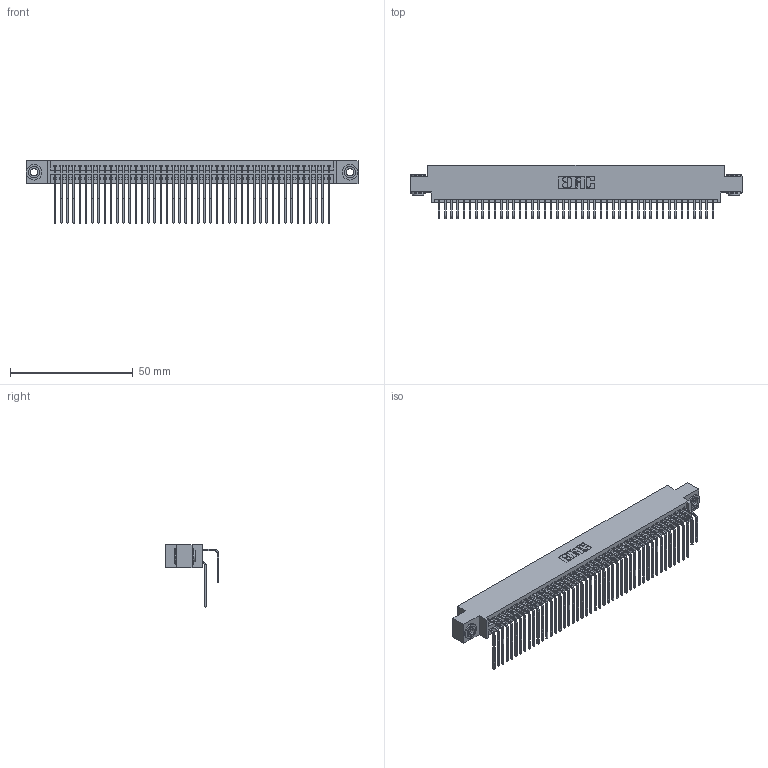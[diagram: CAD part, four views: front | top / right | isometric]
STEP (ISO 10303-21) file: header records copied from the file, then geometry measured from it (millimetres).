
FILE_DESCRIPTION (( 'STEP AP203' ), '1' );
FILE_NAME ('395-090-558-803.STEP', '2019-10-25T17:51:25', ( '' ), ( '' ), 'SwSTEP 2.0', 'SolidWorks 2016', '' );
FILE_SCHEMA (( 'CONFIG_CONTROL_DESIGN' ));
Length unit declared in the file: inch
Products named in the file (5): 395-090-558-803; 345 Part_0.170 Offset - 0.156 Dia-TH; 345-292-001_558 559 Tail - 1; 345-292-001_558 Tail - 2; 345-250-002_345-250-002-102
Assembly tree (93 placements, depth 2):
  395-090-558-803
    345 Part_0.170 Offset - 0.156 Dia-TH
    345-292-001_558 559 Tail - 1  x45
    345-292-001_558 Tail - 2  x45
    345-250-002_345-250-002-102  x2
Bounding box: 135.51 x 21.83 x 25.53 mm (x, y, z)
Volume: 13616.5 mm3; surface area: 22975.4 mm2
Topology: 93 solids, 93 shells, 4848 faces, 14379 edges, 9462 vertices
Faces by surface type: plane 3244, cylinder 1596, cone 8
Entity records: 37338 total; most frequent: CARTESIAN_POINT 6278, ORIENTED_EDGE 6154, DIRECTION 5535, EDGE_CURVE 3077, VECTOR 2701, LINE 2701, VERTEX_POINT 2046, AXIS2_PLACEMENT_3D 1417
